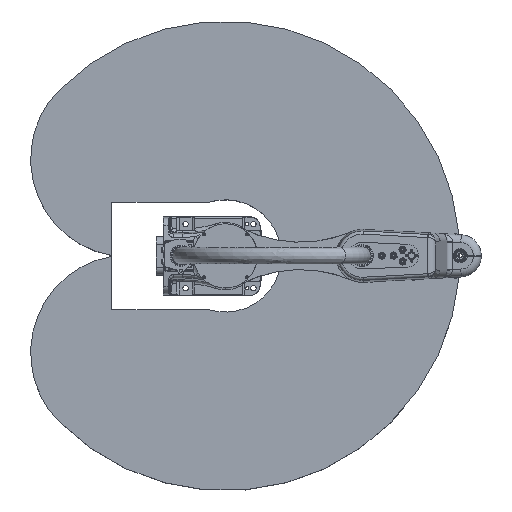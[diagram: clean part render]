
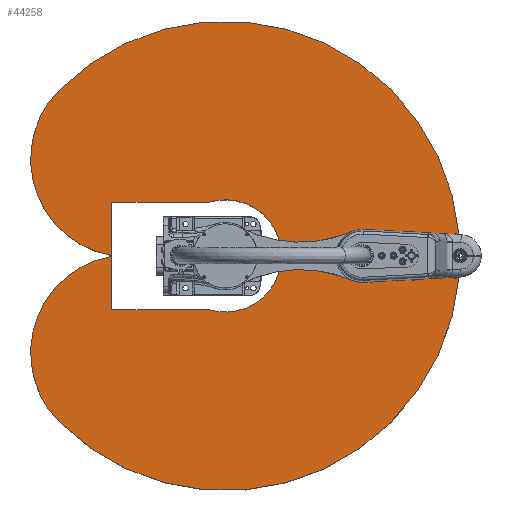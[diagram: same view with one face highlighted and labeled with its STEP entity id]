
A CAD part, top view. The second image highlights one B-rep face of the part: STEP entity #44258.
In plain terms, the highlighted planar face has unit normal (0, 0, 1).
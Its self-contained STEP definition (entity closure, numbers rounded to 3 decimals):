
#2036=PLANE('',#48536);
#5033=LINE('',#102456,#8040);
#5036=LINE('',#102462,#8043);
#5040=LINE('',#102474,#8047);
#5043=LINE('',#102480,#8050);
#8040=VECTOR('',#59337,10.);
#8043=VECTOR('',#59342,10.);
#8047=VECTOR('',#59354,10.);
#8050=VECTOR('',#59359,10.);
#10454=CIRCLE('',#48522,600.);
#10456=CIRCLE('',#48525,250.);
#10458=CIRCLE('',#48530,143.5);
#10460=CIRCLE('',#48535,250.);
#12891=FACE_OUTER_BOUND('',#15657,.T.);
#15657=EDGE_LOOP('',(#39322,#39323,#39324,#39325,#39326,#39327,#39328,#39329));
#20781=VERTEX_POINT('',#102441);
#20782=VERTEX_POINT('',#102443);
#20784=VERTEX_POINT('',#102449);
#20786=VERTEX_POINT('',#102455);
#20788=VERTEX_POINT('',#102461);
#20790=VERTEX_POINT('',#102467);
#20792=VERTEX_POINT('',#102473);
#20794=VERTEX_POINT('',#102479);
#26954=EDGE_CURVE('',#20782,#20781,#10454,.T.);
#26957=EDGE_CURVE('',#20784,#20782,#10456,.T.);
#26960=EDGE_CURVE('',#20786,#20784,#5033,.T.);
#26963=EDGE_CURVE('',#20788,#20786,#5036,.T.);
#26966=EDGE_CURVE('',#20790,#20788,#10458,.T.);
#26969=EDGE_CURVE('',#20792,#20790,#5040,.T.);
#26972=EDGE_CURVE('',#20794,#20792,#5043,.T.);
#26975=EDGE_CURVE('',#20781,#20794,#10460,.T.);
#39322=ORIENTED_EDGE('',*,*,#26975,.T.);
#39323=ORIENTED_EDGE('',*,*,#26972,.T.);
#39324=ORIENTED_EDGE('',*,*,#26969,.T.);
#39325=ORIENTED_EDGE('',*,*,#26966,.T.);
#39326=ORIENTED_EDGE('',*,*,#26963,.T.);
#39327=ORIENTED_EDGE('',*,*,#26960,.T.);
#39328=ORIENTED_EDGE('',*,*,#26957,.T.);
#39329=ORIENTED_EDGE('',*,*,#26954,.T.);
#44258=ADVANCED_FACE('',(#12891),#2036,.T.);
#48522=AXIS2_PLACEMENT_3D('',#102444,#59324,#59325);
#48525=AXIS2_PLACEMENT_3D('',#102450,#59331,#59332);
#48530=AXIS2_PLACEMENT_3D('',#102468,#59348,#59349);
#48535=AXIS2_PLACEMENT_3D('',#102484,#59365,#59366);
#48536=AXIS2_PLACEMENT_3D('',#102485,#59367,#59368);
#59324=DIRECTION('center_axis',(0.,0.,1.));
#59325=DIRECTION('ref_axis',(1.,0.,0.));
#59331=DIRECTION('center_axis',(0.,0.,1.));
#59332=DIRECTION('ref_axis',(1.,0.,0.));
#59337=DIRECTION('',(-1.,0.,0.));
#59342=DIRECTION('',(0.,-1.,0.));
#59348=DIRECTION('center_axis',(0.,0.,-1.));
#59349=DIRECTION('ref_axis',(-1.,0.,0.));
#59354=DIRECTION('',(0.,1.,0.));
#59359=DIRECTION('',(-1.,0.,0.));
#59365=DIRECTION('center_axis',(0.,0.,1.));
#59366=DIRECTION('ref_axis',(1.,0.,0.));
#59367=DIRECTION('center_axis',(0.,0.,1.));
#59368=DIRECTION('ref_axis',(1.,0.,0.));
#102441=CARTESIAN_POINT('',(-423.775,-424.752,200.));
#102443=CARTESIAN_POINT('',(423.775,-424.752,200.));
#102444=CARTESIAN_POINT('Origin',(0.,0.,200.));
#102449=CARTESIAN_POINT('',(1.129,-290.,200.));
#102450=CARTESIAN_POINT('Origin',(247.488,-247.488,200.));
#102455=CARTESIAN_POINT('',(137.,-290.,200.));
#102456=CARTESIAN_POINT('',(137.,-290.,200.));
#102461=CARTESIAN_POINT('',(137.,-42.7,200.));
#102462=CARTESIAN_POINT('',(137.,42.7,200.));
#102467=CARTESIAN_POINT('',(-137.,-42.7,200.));
#102468=CARTESIAN_POINT('Origin',(0.,0.,200.));
#102473=CARTESIAN_POINT('',(-137.,-290.,200.));
#102474=CARTESIAN_POINT('',(-137.,-290.,200.));
#102479=CARTESIAN_POINT('',(-1.129,-290.,200.));
#102480=CARTESIAN_POINT('',(137.,-290.,200.));
#102484=CARTESIAN_POINT('Origin',(-247.488,-247.488,200.));
#102485=CARTESIAN_POINT('Origin',(0.,51.256,200.));
